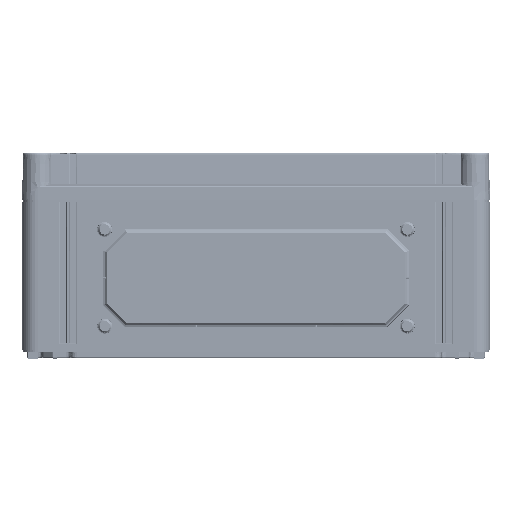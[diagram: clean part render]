
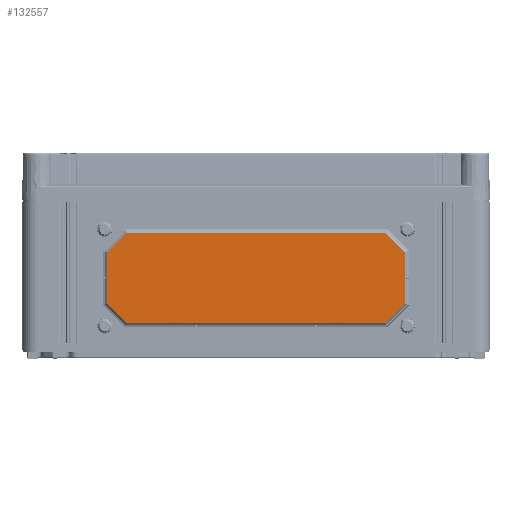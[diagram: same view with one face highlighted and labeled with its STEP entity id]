
A CAD part, left-side view. The second image highlights one B-rep face of the part: STEP entity #132557.
In plain terms, the highlighted planar face has unit normal (-1, 0, 0).
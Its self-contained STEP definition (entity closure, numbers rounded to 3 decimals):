
#66025=DIRECTION('',(0.,0.,1.));
#66026=VECTOR('',#66025,32.756);
#66027=CARTESIAN_POINT('',(-297.5,95.5,-70.378));
#66028=LINE('',#66027,#66026);
#66364=DIRECTION('',(0.,1.,0.));
#66365=VECTOR('',#66364,165.756);
#66366=CARTESIAN_POINT('',(-297.5,-82.878,-83.));
#66367=LINE('',#66366,#66365);
#66425=DIRECTION('',(0.,0.707,0.707));
#66426=VECTOR('',#66425,17.85);
#66427=CARTESIAN_POINT('',(-297.5,82.878,-83.));
#66428=LINE('',#66427,#66426);
#66439=DIRECTION('',(0.,-0.707,-0.707));
#66440=VECTOR('',#66439,17.85);
#66441=CARTESIAN_POINT('',(-297.5,-82.878,-25.));
#66442=LINE('',#66441,#66440);
#66460=DIRECTION('',(0.,-1.,0.));
#66461=VECTOR('',#66460,165.756);
#66462=CARTESIAN_POINT('',(-297.5,82.878,-25.));
#66463=LINE('',#66462,#66461);
#66481=DIRECTION('',(0.,-0.707,0.707));
#66482=VECTOR('',#66481,17.85);
#66483=CARTESIAN_POINT('',(-297.5,95.5,-37.622));
#66484=LINE('',#66483,#66482);
#66614=DIRECTION('',(0.,0.,-1.));
#66615=VECTOR('',#66614,32.756);
#66616=CARTESIAN_POINT('',(-297.5,-95.5,-37.622));
#66617=LINE('',#66616,#66615);
#66750=DIRECTION('',(0.,0.707,-0.707));
#66751=VECTOR('',#66750,17.85);
#66752=CARTESIAN_POINT('',(-297.5,-95.5,-70.378));
#66753=LINE('',#66752,#66751);
#76850=CARTESIAN_POINT('',(-297.5,82.878,-83.));
#76851=CARTESIAN_POINT('',(-297.5,95.5,-70.378));
#76852=VERTEX_POINT('',#76850);
#76853=VERTEX_POINT('',#76851);
#76858=CARTESIAN_POINT('',(-297.5,-82.878,-83.));
#76859=VERTEX_POINT('',#76858);
#76860=CARTESIAN_POINT('',(-297.5,-95.5,-70.378));
#76861=VERTEX_POINT('',#76860);
#76866=CARTESIAN_POINT('',(-297.5,-95.5,-37.622));
#76867=VERTEX_POINT('',#76866);
#76868=CARTESIAN_POINT('',(-297.5,-82.878,-25.));
#76869=VERTEX_POINT('',#76868);
#76874=CARTESIAN_POINT('',(-297.5,82.878,-25.));
#76875=VERTEX_POINT('',#76874);
#76878=CARTESIAN_POINT('',(-297.5,95.5,-37.622));
#76879=VERTEX_POINT('',#76878);
#132537=CARTESIAN_POINT('',(-297.5,0.,0.));
#132538=DIRECTION('',(1.,0.,0.));
#132539=DIRECTION('',(0.,1.,0.));
#132540=AXIS2_PLACEMENT_3D('',#132537,#132538,#132539);
#132541=PLANE('',#132540);
#132543=ORIENTED_EDGE('',*,*,#132542,.T.);
#132545=ORIENTED_EDGE('',*,*,#132544,.T.);
#132547=ORIENTED_EDGE('',*,*,#132546,.T.);
#132548=ORIENTED_EDGE('',*,*,#132486,.T.);
#132549=ORIENTED_EDGE('',*,*,#132529,.T.);
#132550=ORIENTED_EDGE('',*,*,#132209,.T.);
#132552=ORIENTED_EDGE('',*,*,#132551,.T.);
#132554=ORIENTED_EDGE('',*,*,#132553,.T.);
#132555=EDGE_LOOP('',(#132543,#132545,#132547,#132548,#132549,#132550,#132552,
#132554));
#132556=FACE_OUTER_BOUND('',#132555,.F.);
#132557=ADVANCED_FACE('',(#132556),#132541,.F.);
#132209=EDGE_CURVE('',#76853,#76879,#66028,.T.);
#132486=EDGE_CURVE('',#76859,#76852,#66367,.T.);
#132529=EDGE_CURVE('',#76852,#76853,#66428,.T.);
#132542=EDGE_CURVE('',#76869,#76867,#66442,.T.);
#132544=EDGE_CURVE('',#76867,#76861,#66617,.T.);
#132546=EDGE_CURVE('',#76861,#76859,#66753,.T.);
#132551=EDGE_CURVE('',#76879,#76875,#66484,.T.);
#132553=EDGE_CURVE('',#76875,#76869,#66463,.T.);
